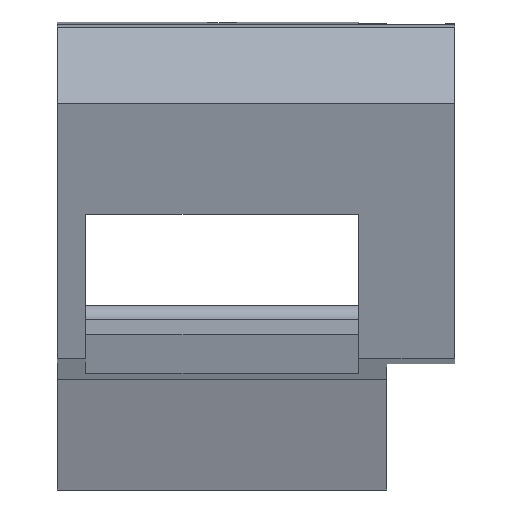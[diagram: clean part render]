
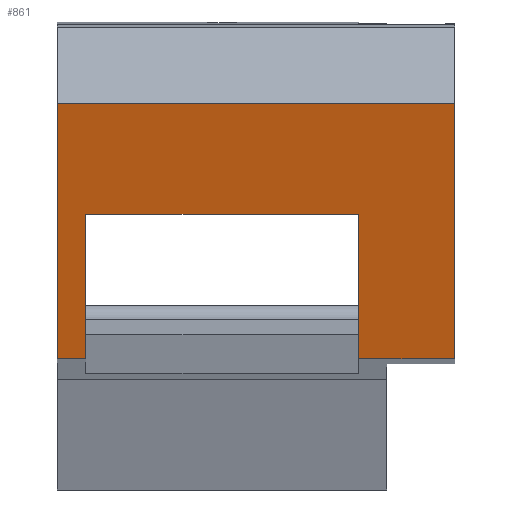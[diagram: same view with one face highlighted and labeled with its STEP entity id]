
A CAD part, front view. The second image highlights one B-rep face of the part: STEP entity #861.
In plain terms, the highlighted planar face has unit normal (0, -0.969, -0.247).
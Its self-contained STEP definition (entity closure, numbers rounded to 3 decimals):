
#49 = VERTEX_POINT('',#50);
#50 = CARTESIAN_POINT('',(-17.5,7.647,5.304));
#56 = EDGE_CURVE('',#57,#49,#59,.T.);
#57 = VERTEX_POINT('',#58);
#58 = CARTESIAN_POINT('',(-17.5,0.716,32.438));
#59 = LINE('',#60,#61);
#60 = CARTESIAN_POINT('',(-17.5,4.878,16.144));
#61 = VECTOR('',#62,1.);
#62 = DIRECTION('',(0.,0.248,-0.969));
#842 = VERTEX_POINT('',#843);
#843 = CARTESIAN_POINT('',(24.7,0.716,32.438));
#851 = EDGE_CURVE('',#842,#57,#852,.T.);
#852 = LINE('',#853,#854);
#853 = CARTESIAN_POINT('',(27.5,0.716,32.438));
#854 = VECTOR('',#855,1.);
#855 = DIRECTION('',(-1.,-0.,-0.));
#861 = ADVANCED_FACE('',(#862),#912,.T.);
#862 = FACE_BOUND('',#863,.T.);
#863 = EDGE_LOOP('',(#864,#874,#882,#890,#898,#904,#905,#906));
#864 = ORIENTED_EDGE('',*,*,#865,.F.);
#865 = EDGE_CURVE('',#866,#868,#870,.T.);
#866 = VERTEX_POINT('',#867);
#867 = CARTESIAN_POINT('',(-14.5,3.715,20.694));
#868 = VERTEX_POINT('',#869);
#869 = CARTESIAN_POINT('',(-14.5,7.647,5.304));
#870 = LINE('',#871,#872);
#871 = CARTESIAN_POINT('',(-14.5,7.181,7.13));
#872 = VECTOR('',#873,1.);
#873 = DIRECTION('',(0.,0.248,-0.969));
#874 = ORIENTED_EDGE('',*,*,#875,.F.);
#875 = EDGE_CURVE('',#876,#866,#878,.T.);
#876 = VERTEX_POINT('',#877);
#877 = CARTESIAN_POINT('',(14.5,3.715,20.694));
#878 = LINE('',#879,#880);
#879 = CARTESIAN_POINT('',(-5.313,3.715,
    20.694));
#880 = VECTOR('',#881,1.);
#881 = DIRECTION('',(-1.,0.,0.));
#882 = ORIENTED_EDGE('',*,*,#883,.F.);
#883 = EDGE_CURVE('',#884,#876,#886,.T.);
#884 = VERTEX_POINT('',#885);
#885 = CARTESIAN_POINT('',(14.5,7.647,5.304));
#886 = LINE('',#887,#888);
#887 = CARTESIAN_POINT('',(14.5,6.191,11.006));
#888 = VECTOR('',#889,1.);
#889 = DIRECTION('',(0.,-0.248,0.969));
#890 = ORIENTED_EDGE('',*,*,#891,.F.);
#891 = EDGE_CURVE('',#892,#884,#894,.T.);
#892 = VERTEX_POINT('',#893);
#893 = CARTESIAN_POINT('',(24.7,7.647,5.304));
#894 = LINE('',#895,#896);
#895 = CARTESIAN_POINT('',(15.5,7.647,5.304));
#896 = VECTOR('',#897,1.);
#897 = DIRECTION('',(-1.,-0.,-0.));
#898 = ORIENTED_EDGE('',*,*,#899,.F.);
#899 = EDGE_CURVE('',#842,#892,#900,.T.);
#900 = LINE('',#901,#902);
#901 = CARTESIAN_POINT('',(24.7,-0.136,35.77));
#902 = VECTOR('',#903,1.);
#903 = DIRECTION('',(0.,0.248,-0.969));
#904 = ORIENTED_EDGE('',*,*,#851,.T.);
#905 = ORIENTED_EDGE('',*,*,#56,.T.);
#906 = ORIENTED_EDGE('',*,*,#907,.T.);
#907 = EDGE_CURVE('',#49,#868,#908,.T.);
#908 = LINE('',#909,#910);
#909 = CARTESIAN_POINT('',(-17.5,7.647,5.304));
#910 = VECTOR('',#911,1.);
#911 = DIRECTION('',(1.,0.,0.));
#912 = PLANE('',#913);
#913 = AXIS2_PLACEMENT_3D('',#914,#915,#916);
#914 = CARTESIAN_POINT('',(2.936,3.796,20.38
    ));
#915 = DIRECTION('',(-0.,-0.969,-0.248));
#916 = DIRECTION('',(0.,0.248,-0.969));
